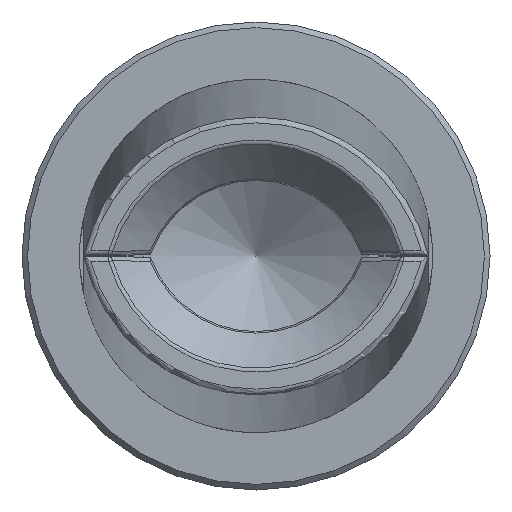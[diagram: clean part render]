
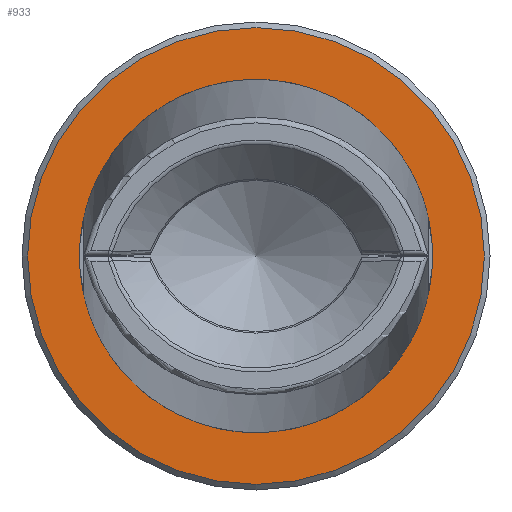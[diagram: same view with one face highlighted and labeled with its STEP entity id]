
A CAD part, left-side view. The second image highlights one B-rep face of the part: STEP entity #933.
In plain terms, the highlighted planar face has unit normal (-1, 0, 0).
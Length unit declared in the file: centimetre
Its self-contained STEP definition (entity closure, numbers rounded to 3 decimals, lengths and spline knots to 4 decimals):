
#246=PLANE('',#1002);
#268=VERTEX_POINT('',#1147);
#271=VERTEX_POINT('',#1155);
#351=CIRCLE('',#998,0.1035);
#354=CIRCLE('',#1003,0.08);
#400=EDGE_CURVE('',#268,#268,#351,.T.);
#403=EDGE_CURVE('',#271,#271,#354,.T.);
#531=ORIENTED_EDGE('',*,*,#403,.T.);
#532=ORIENTED_EDGE('',*,*,#400,.F.);
#779=EDGE_LOOP('',(#531));
#780=EDGE_LOOP('',(#532));
#858=FACE_BOUND('',#779,.T.);
#859=FACE_BOUND('',#780,.T.);
#933=ADVANCED_FACE('',(#858,#859),#246,.F.);
#998=AXIS2_PLACEMENT_3D('',#1146,#2772,#2773);
#1002=AXIS2_PLACEMENT_3D('',#1153,#2780,$);
#1003=AXIS2_PLACEMENT_3D('',#1154,#2781,#2782);
#1146=CARTESIAN_POINT('',(0.7214,0.,0.));
#1147=CARTESIAN_POINT('',(0.7214,0.,-0.1035));
#1153=CARTESIAN_POINT('',(0.7214,0.,0.));
#1154=CARTESIAN_POINT('',(0.7214,0.,0.));
#1155=CARTESIAN_POINT('',(0.7214,0.,-0.08));
#2772=DIRECTION('',(1.,0.,0.));
#2773=DIRECTION('',(0.,0.,0.104));
#2780=DIRECTION('',(1.,0.,0.));
#2781=DIRECTION('',(1.,0.,0.));
#2782=DIRECTION('',(0.,0.,-0.08));
